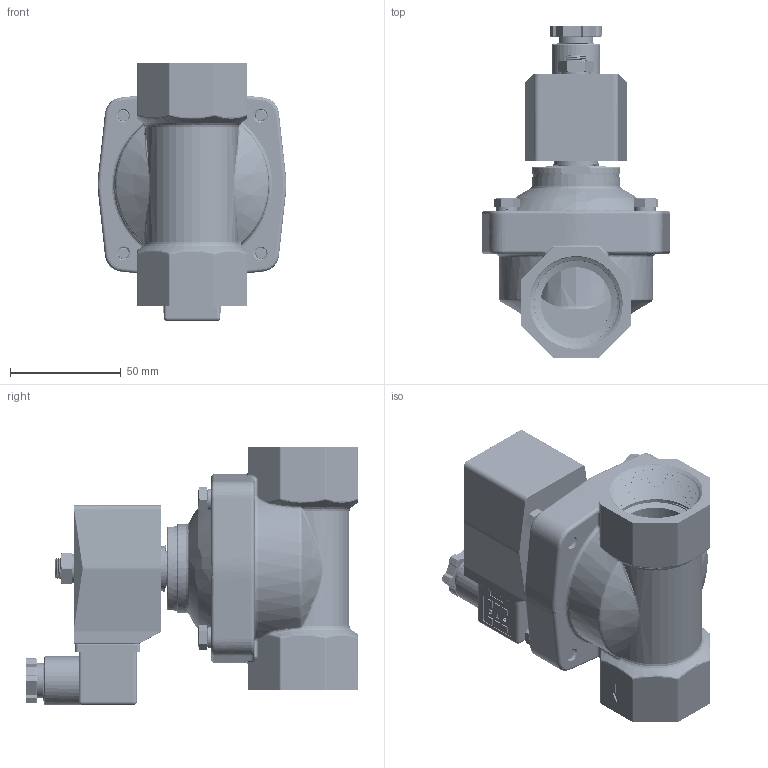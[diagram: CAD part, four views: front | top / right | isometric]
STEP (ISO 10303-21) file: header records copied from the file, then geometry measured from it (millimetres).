
FILE_DESCRIPTION (( 'STEP AP203' ), '1' );
FILE_NAME ('2W350-1 1-4.STEP', '2017-12-06T17:22:21', ( '' ), ( '' ), 'SwSTEP 2.0', 'SolidWorks 2016', '' );
FILE_SCHEMA (( 'CONFIG_CONTROL_DESIGN' ));
Products named in the file (1): 2W350-1 1-4
Bounding box: 85.08 x 149.8 x 116.76 mm (x, y, z)
Volume: 148871.5 mm3; surface area: 149980 mm2
Topology: 30 solids, 32 shells, 2270 faces, 6683 edges, 4464 vertices
Faces by surface type: cylinder 825, plane 733, bspline 523, cone 189
Entity records: 184058 total; most frequent: CARTESIAN_POINT 131142, ORIENTED_EDGE 13224, DIRECTION 7749, EDGE_CURVE 6612, VERTEX_POINT 4464, B_SPLINE_CURVE_WITH_KNOTS 2996, LINE 2643, VECTOR 2643
